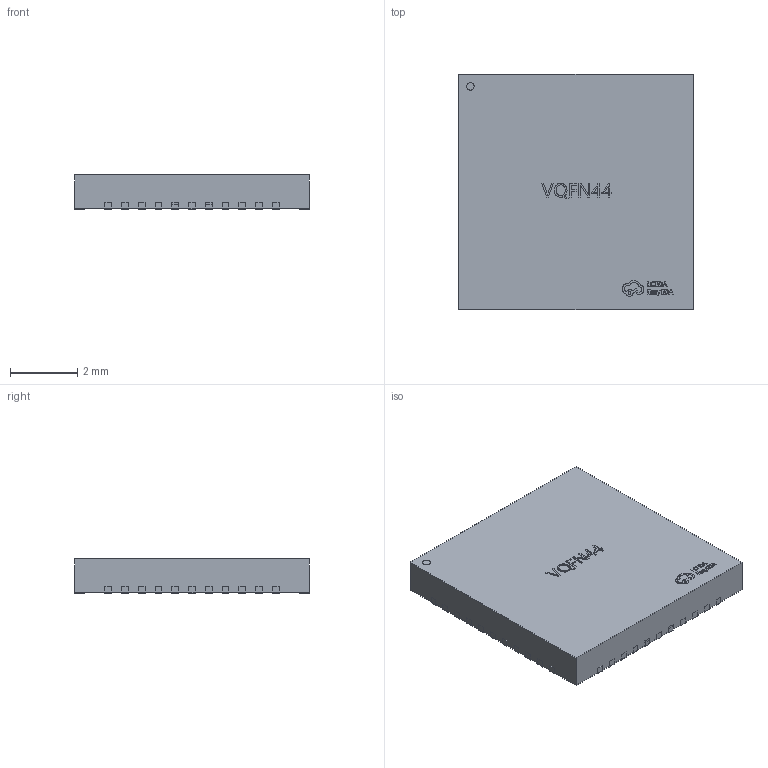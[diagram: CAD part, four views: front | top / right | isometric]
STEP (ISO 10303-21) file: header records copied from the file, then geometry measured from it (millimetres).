
FILE_DESCRIPTION (( 'STEP AP214' ), '1' );
FILE_NAME ('VQFN-44_L7.0-W7.0-H1.0-P0.50.step', '2022-07-15T04:15:36', ( '' ), ( '' ), 'SwSTEP 2.0', 'SolidWorks 2020', '' );
FILE_SCHEMA (( 'AUTOMOTIVE_DESIGN' ));
Length unit declared in the file: millimetre
Products named in the file (1): VQFN-44_L7.0-W7.0-H1.0-P0.50
Bounding box: 7.02 x 7.02 x 1.02 mm (x, y, z)
Volume: 49.5 mm3; surface area: 139.5 mm2
Topology: 58 solids, 58 shells, 659 faces, 1572 edges, 1048 vertices
Faces by surface type: plane 481, bspline 132, cylinder 46
Entity records: 28710 total; most frequent: CARTESIAN_POINT 6364, ORIENTED_EDGE 3144, DIRECTION 2452, EDGE_CURVE 1572, LINE 1212, VECTOR 1212, VERTEX_POINT 1048, UNCERTAINTY_MEASURE_WITH_UNIT 719
